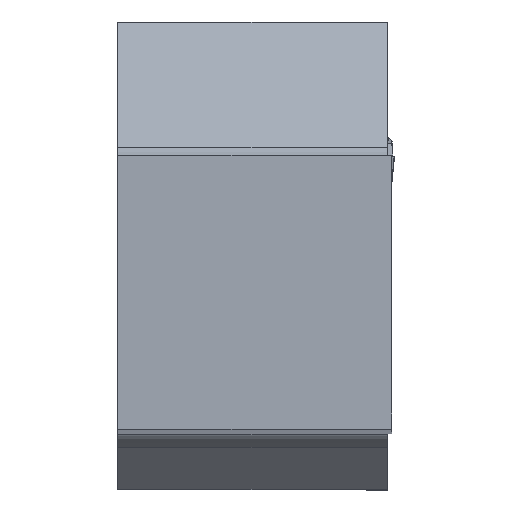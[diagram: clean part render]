
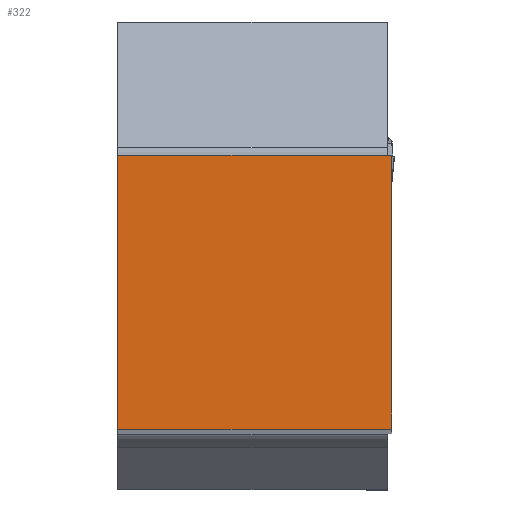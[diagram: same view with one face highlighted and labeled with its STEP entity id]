
A CAD part, top view. The second image highlights one B-rep face of the part: STEP entity #322.
In plain terms, the highlighted planar face has unit normal (0, 0, 1).
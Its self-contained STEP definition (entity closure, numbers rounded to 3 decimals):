
#322=ADVANCED_FACE('CU_BACK_SU1',(#494),#429,.F.);
#429=PLANE('',#2240);
#494=FACE_OUTER_BOUND('',#609,.T.);
#609=EDGE_LOOP('',(#869,#870,#871,#872));
#869=ORIENTED_EDGE('',*,*,#1608,.T.);
#870=ORIENTED_EDGE('',*,*,#1594,.F.);
#871=ORIENTED_EDGE('',*,*,#1609,.T.);
#872=ORIENTED_EDGE('',*,*,#1513,.T.);
#1321=VERTEX_POINT('',#2863);
#1322=VERTEX_POINT('',#2865);
#1383=VERTEX_POINT('',#3061);
#1384=VERTEX_POINT('',#3063);
#1513=EDGE_CURVE('',#1322,#1321,#1812,.T.);
#1594=EDGE_CURVE('',#1383,#1384,#1872,.T.);
#1608=EDGE_CURVE('',#1321,#1384,#1882,.T.);
#1609=EDGE_CURVE('',#1383,#1322,#1883,.T.);
#1812=LINE('',#2864,#1979);
#1872=LINE('',#3062,#2039);
#1882=LINE('',#3091,#2049);
#1883=LINE('',#3092,#2050);
#1979=VECTOR('',#2372,1.);
#2039=VECTOR('',#2502,1.);
#2049=VECTOR('',#2544,1.);
#2050=VECTOR('',#2545,1.);
#2240=AXIS2_PLACEMENT_3D('',#3093,#2546,#2547);
#2372=DIRECTION('',(0.,-1.,0.));
#2502=DIRECTION('',(0.,-1.,0.));
#2544=DIRECTION('',(1.,0.,0.));
#2545=DIRECTION('',(-1.,0.,0.));
#2546=DIRECTION('',(0.,0.,-1.));
#2547=DIRECTION('',(1.,0.,0.));
#2863=CARTESIAN_POINT('',(0.,0.,0.));
#2864=CARTESIAN_POINT('',(0.,29.9,0.));
#2865=CARTESIAN_POINT('',(0.,9.9,0.));
#3061=CARTESIAN_POINT('',(9.9,9.9,0.));
#3062=CARTESIAN_POINT('',(9.9,29.9,0.));
#3063=CARTESIAN_POINT('',(9.9,0.,0.));
#3091=CARTESIAN_POINT('',(-22.495,0.,0.));
#3092=CARTESIAN_POINT('',(-22.495,9.9,0.));
#3093=CARTESIAN_POINT('',(-22.495,29.9,0.));
